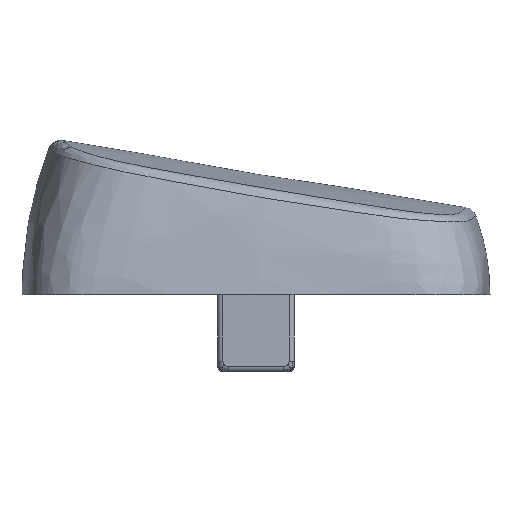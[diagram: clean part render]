
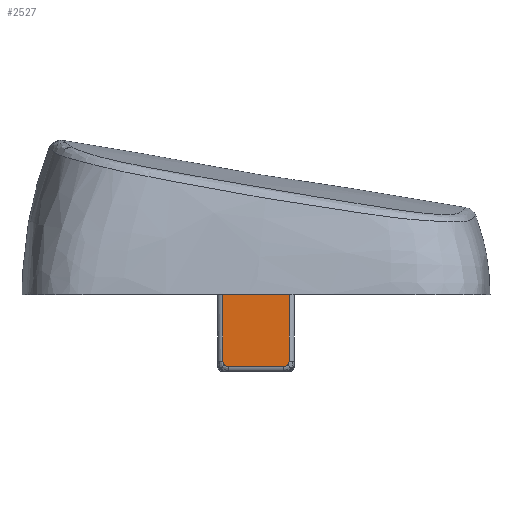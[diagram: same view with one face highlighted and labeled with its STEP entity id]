
A CAD part, left-side view. The second image highlights one B-rep face of the part: STEP entity #2527.
In plain terms, the highlighted planar face has unit normal (-1, 0, -0.009).
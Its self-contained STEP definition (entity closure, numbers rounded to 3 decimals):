
#24=PLANE('',#2776);
#69=LINE('',#7785,#117);
#71=LINE('',#7788,#119);
#73=LINE('',#7791,#121);
#78=LINE('',#7798,#126);
#117=VECTOR('',#3257,10.);
#119=VECTOR('',#3261,10.);
#121=VECTOR('',#3265,10.);
#126=VECTOR('',#3274,10.);
#276=FACE_OUTER_BOUND('',#415,.T.);
#415=EDGE_LOOP('',(#2068,#2069,#2070,#2071,#2072,#2073,#2074,#2075,#2076,
#2077,#2078,#2079));
#466=CIRCLE('',#2589,0.231);
#469=CIRCLE('',#2592,0.231);
#476=CIRCLE('',#2599,0.201);
#479=CIRCLE('',#2602,0.201);
#500=CIRCLE('',#2623,0.231);
#502=CIRCLE('',#2625,0.201);
#505=CIRCLE('',#2628,0.201);
#611=CIRCLE('',#2751,0.231);
#836=VERTEX_POINT('',#4140);
#837=VERTEX_POINT('',#4147);
#839=VERTEX_POINT('',#4193);
#848=VERTEX_POINT('',#4378);
#849=VERTEX_POINT('',#4385);
#851=VERTEX_POINT('',#4431);
#876=VERTEX_POINT('',#4946);
#877=VERTEX_POINT('',#4953);
#880=VERTEX_POINT('',#5000);
#881=VERTEX_POINT('',#5007);
#883=VERTEX_POINT('',#5053);
#995=VERTEX_POINT('',#7526);
#1126=EDGE_CURVE('',#836,#837,#466,.T.);
#1130=EDGE_CURVE('',#839,#836,#469,.T.);
#1142=EDGE_CURVE('',#848,#849,#476,.T.);
#1146=EDGE_CURVE('',#851,#848,#479,.T.);
#1180=EDGE_CURVE('',#876,#877,#500,.T.);
#1184=EDGE_CURVE('',#880,#881,#502,.T.);
#1188=EDGE_CURVE('',#883,#880,#505,.T.);
#1369=EDGE_CURVE('',#995,#876,#611,.T.);
#1396=EDGE_CURVE('',#849,#839,#69,.T.);
#1398=EDGE_CURVE('',#837,#995,#71,.T.);
#1400=EDGE_CURVE('',#881,#851,#73,.T.);
#1405=EDGE_CURVE('',#877,#883,#78,.T.);
#2068=ORIENTED_EDGE('',*,*,#1130,.F.);
#2069=ORIENTED_EDGE('',*,*,#1396,.F.);
#2070=ORIENTED_EDGE('',*,*,#1142,.F.);
#2071=ORIENTED_EDGE('',*,*,#1146,.F.);
#2072=ORIENTED_EDGE('',*,*,#1400,.F.);
#2073=ORIENTED_EDGE('',*,*,#1184,.F.);
#2074=ORIENTED_EDGE('',*,*,#1188,.F.);
#2075=ORIENTED_EDGE('',*,*,#1405,.F.);
#2076=ORIENTED_EDGE('',*,*,#1180,.F.);
#2077=ORIENTED_EDGE('',*,*,#1369,.F.);
#2078=ORIENTED_EDGE('',*,*,#1398,.F.);
#2079=ORIENTED_EDGE('',*,*,#1126,.F.);
#2527=ADVANCED_FACE('',(#276),#24,.T.);
#2589=AXIS2_PLACEMENT_3D('',#4148,#2853,#2854);
#2592=AXIS2_PLACEMENT_3D('',#4195,#2859,#2860);
#2599=AXIS2_PLACEMENT_3D('',#4386,#2873,#2874);
#2602=AXIS2_PLACEMENT_3D('',#4433,#2879,#2880);
#2623=AXIS2_PLACEMENT_3D('',#4954,#2921,#2922);
#2625=AXIS2_PLACEMENT_3D('',#5008,#2925,#2926);
#2628=AXIS2_PLACEMENT_3D('',#5055,#2931,#2932);
#2751=AXIS2_PLACEMENT_3D('',#7528,#3201,#3202);
#2776=AXIS2_PLACEMENT_3D('',#7799,#3275,#3276);
#2853=DIRECTION('center_axis',(1.,0.,0.009));
#2854=DIRECTION('ref_axis',(-0.006,0.71,0.704));
#2859=DIRECTION('center_axis',(1.,0.,0.009));
#2860=DIRECTION('ref_axis',(-0.006,0.71,0.704));
#2873=DIRECTION('center_axis',(1.,0.,0.009));
#2874=DIRECTION('ref_axis',(0.006,0.704,-0.71));
#2879=DIRECTION('center_axis',(1.,0.,0.009));
#2880=DIRECTION('ref_axis',(0.006,0.704,-0.71));
#2921=DIRECTION('center_axis',(1.,0.,0.009));
#2922=DIRECTION('ref_axis',(-0.006,-0.71,0.704));
#2925=DIRECTION('center_axis',(1.,0.,0.009));
#2926=DIRECTION('ref_axis',(0.006,-0.704,-0.71));
#2931=DIRECTION('center_axis',(1.,0.,0.009));
#2932=DIRECTION('ref_axis',(0.006,-0.704,-0.71));
#3201=DIRECTION('center_axis',(1.,0.,0.009));
#3202=DIRECTION('ref_axis',(-0.006,-0.71,0.704));
#3257=DIRECTION('',(-0.009,0.009,1.));
#3261=DIRECTION('',(0.,-1.,0.));
#3265=DIRECTION('',(0.,1.,0.));
#3274=DIRECTION('',(0.009,0.009,-1.));
#3275=DIRECTION('center_axis',(-1.,0.,
-0.009));
#3276=DIRECTION('ref_axis',(0.,1.,0.));
#4140=CARTESIAN_POINT('',(-3.447,1.229,-0.316));
#4147=CARTESIAN_POINT('',(-3.448,1.065,-0.248));
#4148=CARTESIAN_POINT('Origin',(-3.446,1.065,-0.478));
#4193=CARTESIAN_POINT('',(-3.446,1.296,-0.48));
#4195=CARTESIAN_POINT('Origin',(-3.446,1.065,-0.478));
#4378=CARTESIAN_POINT('',(-3.419,1.211,-3.543));
#4385=CARTESIAN_POINT('',(-3.42,1.27,-3.402));
#4386=CARTESIAN_POINT('Origin',(-3.42,1.069,-3.401));
#4431=CARTESIAN_POINT('',(-3.419,1.069,-3.602));
#4433=CARTESIAN_POINT('Origin',(-3.42,1.069,-3.401));
#4946=CARTESIAN_POINT('',(-3.447,-1.229,-0.316));
#4953=CARTESIAN_POINT('',(-3.446,-1.296,-0.48));
#4954=CARTESIAN_POINT('Origin',(-3.446,-1.065,-0.478));
#5000=CARTESIAN_POINT('',(-3.419,-1.211,-3.543));
#5007=CARTESIAN_POINT('',(-3.419,-1.069,-3.602));
#5008=CARTESIAN_POINT('Origin',(-3.42,-1.069,-3.401));
#5053=CARTESIAN_POINT('',(-3.42,-1.27,-3.402));
#5055=CARTESIAN_POINT('Origin',(-3.42,-1.069,-3.401));
#7526=CARTESIAN_POINT('',(-3.448,-1.065,-0.248));
#7528=CARTESIAN_POINT('Origin',(-3.446,-1.065,-0.478));
#7785=CARTESIAN_POINT('',(-3.45,1.3,-0.003));
#7788=CARTESIAN_POINT('',(-3.448,0.75,-0.248));
#7791=CARTESIAN_POINT('',(-3.419,0.75,-3.602));
#7798=CARTESIAN_POINT('',(-3.45,-1.3,-0.011));
#7799=CARTESIAN_POINT('Origin',(-3.45,1.5,0.));
